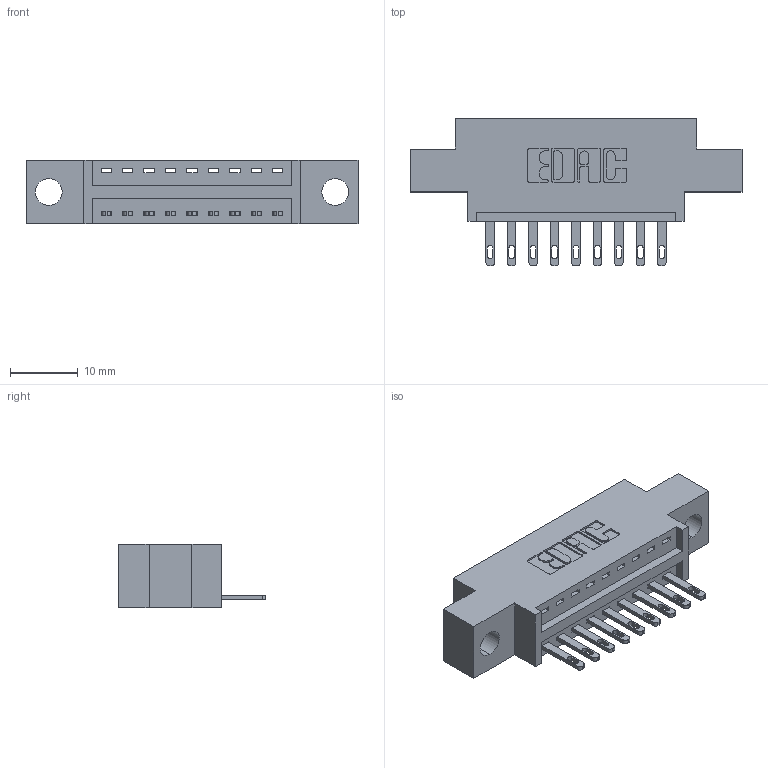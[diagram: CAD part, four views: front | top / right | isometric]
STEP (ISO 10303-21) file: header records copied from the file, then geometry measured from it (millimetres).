
FILE_DESCRIPTION (( 'STEP AP203' ), '1' );
FILE_NAME ('346-009-500-604.STEP', '2022-05-04T21:52:19', ( '' ), ( '' ), 'SwSTEP 2.0', 'SolidWorks 2020', '' );
FILE_SCHEMA (( 'CONFIG_CONTROL_DESIGN' ));
Length unit declared in the file: inch
Products named in the file (3): 346-009-500-604; 345-292-001_345-293-100; 346 Part_0.170 Offset - 0.156 Dia-TH
Assembly tree (10 placements, depth 2):
  346-009-500-604
    346 Part_0.170 Offset - 0.156 Dia-TH
    345-292-001_345-293-100  x9
Bounding box: 49.15 x 21.84 x 9.4 mm (x, y, z)
Volume: 4222.3 mm3; surface area: 4939.8 mm2
Topology: 10 solids, 10 shells, 626 faces, 1889 edges, 1258 vertices
Faces by surface type: plane 400, cylinder 226
Entity records: 10509 total; most frequent: CARTESIAN_POINT 1821, ORIENTED_EDGE 1762, DIRECTION 1647, EDGE_CURVE 881, LINE 709, VECTOR 709, VERTEX_POINT 586, AXIS2_PLACEMENT_3D 469
